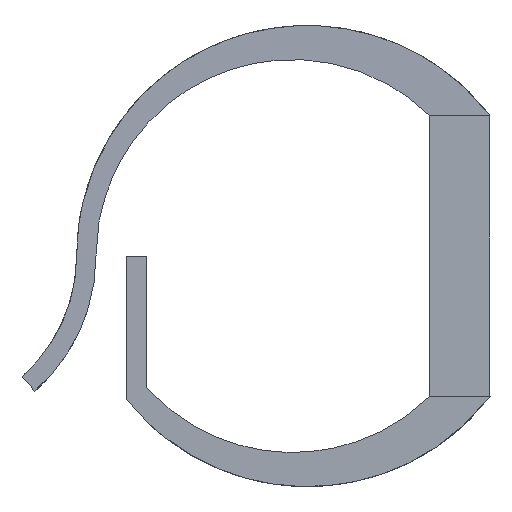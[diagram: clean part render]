
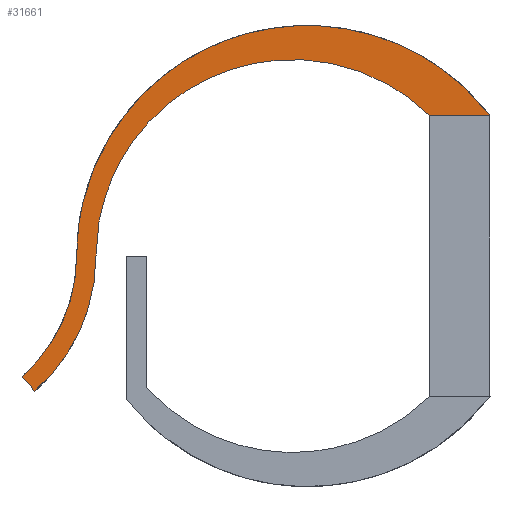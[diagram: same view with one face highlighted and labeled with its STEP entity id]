
A CAD part, left-side view. The second image highlights one B-rep face of the part: STEP entity #31661.
In plain terms, the highlighted planar face has unit normal (-1, 0, 0.004).
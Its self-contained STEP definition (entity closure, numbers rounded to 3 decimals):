
#19192=CARTESIAN_POINT('',(8.024,0.,
7.));
#19193=CARTESIAN_POINT('',(8.025,0.107,
7.14));
#19194=CARTESIAN_POINT('',(8.026,0.314,
7.397));
#19195=CARTESIAN_POINT('',(8.027,0.706,
7.844));
#19196=CARTESIAN_POINT('',(8.029,1.163,8.31));
#19197=CARTESIAN_POINT('',(8.031,1.68,8.774));
#19198=CARTESIAN_POINT('',(8.032,2.338,9.3));
#19199=CARTESIAN_POINT('',(8.034,3.115,9.824));
#19200=CARTESIAN_POINT('',(8.036,3.998,10.309));
#19201=CARTESIAN_POINT('',(8.037,4.845,10.687));
#19202=CARTESIAN_POINT('',(8.038,5.662,10.977));
#19203=CARTESIAN_POINT('',(8.039,6.455,11.196));
#19204=CARTESIAN_POINT('',(8.04,7.484,11.403));
#19205=CARTESIAN_POINT('',(8.04,8.723,11.524));
#19206=CARTESIAN_POINT('',(8.04,10.147,11.483));
#19207=CARTESIAN_POINT('',(8.039,11.514,11.277));
#19208=CARTESIAN_POINT('',(8.038,12.829,10.915));
#19209=CARTESIAN_POINT('',(8.036,14.092,10.402));
#19210=CARTESIAN_POINT('',(8.034,15.303,9.733));
#19211=CARTESIAN_POINT('',(8.031,16.457,8.899));
#19212=CARTESIAN_POINT('',(8.028,17.366,8.049));
#19213=CARTESIAN_POINT('',(8.025,18.056,7.258));
#19214=CARTESIAN_POINT('',(8.023,18.553,6.602));
#19215=CARTESIAN_POINT('',(8.021,19.024,5.874));
#19216=CARTESIAN_POINT('',(8.018,19.466,5.059));
#19217=CARTESIAN_POINT('',(8.014,19.872,4.136));
#19218=CARTESIAN_POINT('',(8.011,20.169,3.248));
#19219=CARTESIAN_POINT('',(8.008,20.371,2.43));
#19220=CARTESIAN_POINT('',(8.006,20.498,1.747));
#19221=CARTESIAN_POINT('',(8.004,20.578,1.099));
#19222=CARTESIAN_POINT('',(8.002,20.616,
0.506));
#19223=CARTESIAN_POINT('',(8.001,20.624,
0.176));
#19224=CARTESIAN_POINT('',(8.,20.624,0.));
#19257=CARTESIAN_POINT('',(8.,19.659,0.));
#19258=CARTESIAN_POINT('',(8.001,19.659,
0.243));
#19259=CARTESIAN_POINT('',(8.002,19.641,
0.687));
#19260=CARTESIAN_POINT('',(8.005,19.561,1.468));
#19261=CARTESIAN_POINT('',(8.008,19.4,2.3));
#19262=CARTESIAN_POINT('',(8.011,19.148,3.159));
#19263=CARTESIAN_POINT('',(8.014,18.854,3.915));
#19264=CARTESIAN_POINT('',(8.016,18.526,4.593));
#19265=CARTESIAN_POINT('',(8.019,18.053,5.41));
#19266=CARTESIAN_POINT('',(8.022,17.404,6.296));
#19267=CARTESIAN_POINT('',(8.025,16.555,7.189));
#19268=CARTESIAN_POINT('',(8.028,15.644,7.938));
#19269=CARTESIAN_POINT('',(8.03,14.679,8.557));
#19270=CARTESIAN_POINT('',(8.032,13.663,9.055));
#19271=CARTESIAN_POINT('',(8.033,12.597,9.432));
#19272=CARTESIAN_POINT('',(8.034,11.48,9.688));
#19273=CARTESIAN_POINT('',(8.034,10.308,9.814));
#19274=CARTESIAN_POINT('',(8.034,9.075,9.796));
#19275=CARTESIAN_POINT('',(8.034,7.988,9.639));
#19276=CARTESIAN_POINT('',(8.033,7.073,9.405));
#19277=CARTESIAN_POINT('',(8.032,6.36,9.165));
#19278=CARTESIAN_POINT('',(8.031,5.613,8.846));
#19279=CARTESIAN_POINT('',(8.029,4.824,8.425));
#19280=CARTESIAN_POINT('',(8.028,4.117,7.957));
#19281=CARTESIAN_POINT('',(8.026,3.503,7.468));
#19282=CARTESIAN_POINT('',(8.025,3.174,7.17));
#19283=CARTESIAN_POINT('',(8.024,3.,7.));
#19319=CARTESIAN_POINT('',(8.,19.659,0.));
#19320=CARTESIAN_POINT('',(7.998,19.659,
-0.677));
#19321=CARTESIAN_POINT('',(7.993,19.809,
-1.962));
#19322=CARTESIAN_POINT('',(7.987,20.4,
-3.725));
#19323=CARTESIAN_POINT('',(7.981,21.335,
-5.332));
#19324=CARTESIAN_POINT('',(7.978,22.202,
-6.293));
#19325=CARTESIAN_POINT('',(7.976,22.711,
-6.739));
#19330=DIRECTION('',(0.003,0.66,0.752));
#19331=VECTOR('',#19330,0.966);
#19332=CARTESIAN_POINT('',(7.976,22.711,
-6.739));
#19333=LINE('',#19332,#19331);
#19337=CARTESIAN_POINT('',(7.979,23.348,
-6.014));
#19338=CARTESIAN_POINT('',(7.98,22.894,
-5.615));
#19339=CARTESIAN_POINT('',(7.983,22.12,
-4.758));
#19340=CARTESIAN_POINT('',(7.988,21.286,
-3.324));
#19341=CARTESIAN_POINT('',(7.994,20.758,
-1.751));
#19342=CARTESIAN_POINT('',(7.998,20.624,
-0.604));
#19343=CARTESIAN_POINT('',(8.,20.624,0.));
#19348=DIRECTION('',(0.,1.,0.));
#19349=VECTOR('',#19348,3.);
#19350=CARTESIAN_POINT('',(8.024,0.,7.));
#19351=LINE('',#19350,#19349);
#19968=VERTEX_POINT('',#19257);
#19969=VERTEX_POINT('',#19283);
#20679=VERTEX_POINT('',#19192);
#20680=VERTEX_POINT('',#19224);
#21167=VERTEX_POINT('',#19325);
#21168=CARTESIAN_POINT('',(7.979,23.348,
-6.014));
#21169=VERTEX_POINT('',#21168);
#31648=CARTESIAN_POINT('',(8.,0.,0.));
#31649=DIRECTION('',(1.,0.,-0.003));
#31650=DIRECTION('',(0.,-1.,0.));
#31651=AXIS2_PLACEMENT_3D('',#31648,#31649,#31650);
#31652=PLANE('',#31651);
#31653=ORIENTED_EDGE('',*,*,#31641,.F.);
#31654=ORIENTED_EDGE('',*,*,#31630,.T.);
#31655=ORIENTED_EDGE('',*,*,#31616,.T.);
#31656=ORIENTED_EDGE('',*,*,#31602,.T.);
#31657=ORIENTED_EDGE('',*,*,#31588,.F.);
#31658=ORIENTED_EDGE('',*,*,#27662,.T.);
#31659=EDGE_LOOP('',(#31653,#31654,#31655,#31656,#31657,#31658));
#31660=FACE_OUTER_BOUND('',#31659,.F.);
#19225=B_SPLINE_CURVE_WITH_KNOTS('',3,(#19192,#19193,#19194,#19195,#19196,
#19197,#19198,#19199,#19200,#19201,#19202,#19203,#19204,#19205,#19206,#19207,
#19208,#19209,#19210,#19211,#19212,#19213,#19214,#19215,#19216,#19217,#19218,
#19219,#19220,#19221,#19222,#19223,#19224),.UNSPECIFIED.,.F.,.F.,(4,1,1,1,1,1,1,
1,1,1,1,1,1,1,1,1,1,1,1,1,1,1,1,1,1,1,1,1,1,1,4),(0.,0.008,0.016,
0.031,0.047,0.063,0.094,0.125,0.156,0.188,0.219,0.25,
0.313,0.375,0.438,0.5,0.563,0.625,0.688,0.75,0.781,
0.813,0.844,0.875,0.906,0.938,0.953,0.969,0.984,
0.992,1.),.UNSPECIFIED.);
#19284=B_SPLINE_CURVE_WITH_KNOTS('',3,(#19257,#19258,#19259,#19260,#19261,
#19262,#19263,#19264,#19265,#19266,#19267,#19268,#19269,#19270,#19271,#19272,
#19273,#19274,#19275,#19276,#19277,#19278,#19279,#19280,#19281,#19282,#19283),
.UNSPECIFIED.,.F.,.F.,(4,1,1,1,1,1,1,1,1,1,1,1,1,1,1,1,1,1,1,1,1,1,1,1,4),(0.,
0.016,0.031,0.063,0.094,0.125,0.156,0.188,0.25,0.313,
0.375,0.438,0.5,0.563,0.625,0.688,0.75,0.813,0.844,
0.875,0.906,0.938,0.969,0.984,1.),.UNSPECIFIED.);
#19326=B_SPLINE_CURVE_WITH_KNOTS('',3,(#19319,#19320,#19321,#19322,#19323,
#19324,#19325),.UNSPECIFIED.,.F.,.F.,(4,1,1,1,4),(0.,0.25,0.5,0.75,
1.),.UNSPECIFIED.);
#19344=B_SPLINE_CURVE_WITH_KNOTS('',3,(#19337,#19338,#19339,#19340,#19341,
#19342,#19343),.UNSPECIFIED.,.F.,.F.,(4,1,1,1,4),(0.,0.25,0.5,0.75,
1.),.UNSPECIFIED.);
#27662=EDGE_CURVE('',#20679,#19969,#19351,.T.);
#31588=EDGE_CURVE('',#20679,#20680,#19225,.T.);
#31602=EDGE_CURVE('',#21169,#20680,#19344,.T.);
#31616=EDGE_CURVE('',#21167,#21169,#19333,.T.);
#31630=EDGE_CURVE('',#19968,#21167,#19326,.T.);
#31641=EDGE_CURVE('',#19968,#19969,#19284,.T.);
#31661=ADVANCED_FACE('',(#31660),#31652,.F.);
